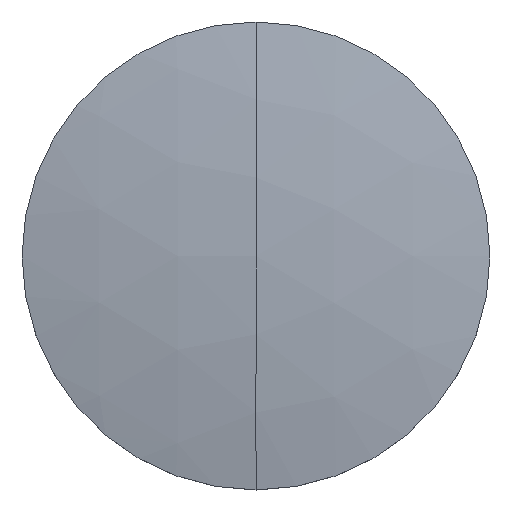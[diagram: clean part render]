
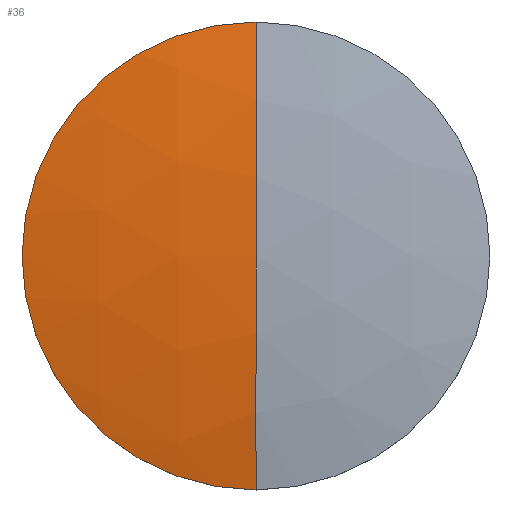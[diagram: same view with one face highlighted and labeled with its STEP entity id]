
A CAD part, top view. The second image highlights one B-rep face of the part: STEP entity #36.
In plain terms, the highlighted spherical face has radius 65.08 mm.
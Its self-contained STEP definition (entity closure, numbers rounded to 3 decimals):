
#26 = EDGE_CURVE ( 'NONE', #70, #67, #144, .T. ) ;
#33 = VERTEX_POINT ( 'NONE', #165 ) ;
#36 = ADVANCED_FACE ( 'NONE', ( #135 ), #146, .T. ) ;
#64 = EDGE_CURVE ( 'NONE', #33, #67, #131, .T. ) ;
#67 = VERTEX_POINT ( 'NONE', #205 ) ;
#69 = ORIENTED_EDGE ( 'NONE', *, *, #26, .F. ) ;
#70 = VERTEX_POINT ( 'NONE', #133 ) ;
#71 = EDGE_CURVE ( 'NONE', #70, #33, #195, .T. ) ;
#72 = ORIENTED_EDGE ( 'NONE', *, *, #71, .T. ) ;
#73 = ORIENTED_EDGE ( 'NONE', *, *, #64, .T. ) ;
#87 = EDGE_LOOP ( 'NONE', ( #72, #73, #69 ) ) ;
#112 = AXIS2_PLACEMENT_3D ( 'NONE', #158, #130, #129 ) ;
#129 = DIRECTION ( 'NONE',  ( 0., 1., 0. ) ) ;
#130 = DIRECTION ( 'NONE',  ( -1., 0., 0. ) ) ;
#131 = CIRCLE ( 'NONE', #200, 65.08 ) ;
#133 = CARTESIAN_POINT ( 'NONE',  ( 0., 12.7, 0.374 ) ) ;
#135 = FACE_OUTER_BOUND ( 'NONE', #87, .T. ) ;
#144 = CIRCLE ( 'NONE', #174, 65.08 ) ;
#146 = SPHERICAL_SURFACE ( 'NONE', #112, 65.08 ) ;
#158 = CARTESIAN_POINT ( 'NONE',  ( 0., 0., -63.455 ) ) ;
#165 = CARTESIAN_POINT ( 'NONE',  ( 0., -12.7, 0.374 ) ) ;
#171 = DIRECTION ( 'NONE',  ( 0., 0., -1. ) ) ;
#172 = DIRECTION ( 'NONE',  ( 1., 0., 0. ) ) ;
#173 = CARTESIAN_POINT ( 'NONE',  ( 0., 0., -63.455 ) ) ;
#174 = AXIS2_PLACEMENT_3D ( 'NONE', #173, #172, #171 ) ;
#185 = DIRECTION ( 'NONE',  ( 0., -1., 0. ) ) ;
#186 = DIRECTION ( 'NONE',  ( 0., 0., 1. ) ) ;
#187 = CARTESIAN_POINT ( 'NONE',  ( 0., 0., 0.374 ) ) ;
#190 = AXIS2_PLACEMENT_3D ( 'NONE', #187, #186, #185 ) ;
#195 = CIRCLE ( 'NONE', #190, 12.7 ) ;
#198 = DIRECTION ( 'NONE',  ( 0., -1., 0. ) ) ;
#199 = DIRECTION ( 'NONE',  ( -1., 0., 0. ) ) ;
#200 = AXIS2_PLACEMENT_3D ( 'NONE', #204, #199, #198 ) ;
#204 = CARTESIAN_POINT ( 'NONE',  ( 0., 0., -63.455 ) ) ;
#205 = CARTESIAN_POINT ( 'NONE',  ( 0., 0., 1.625 ) ) ;
